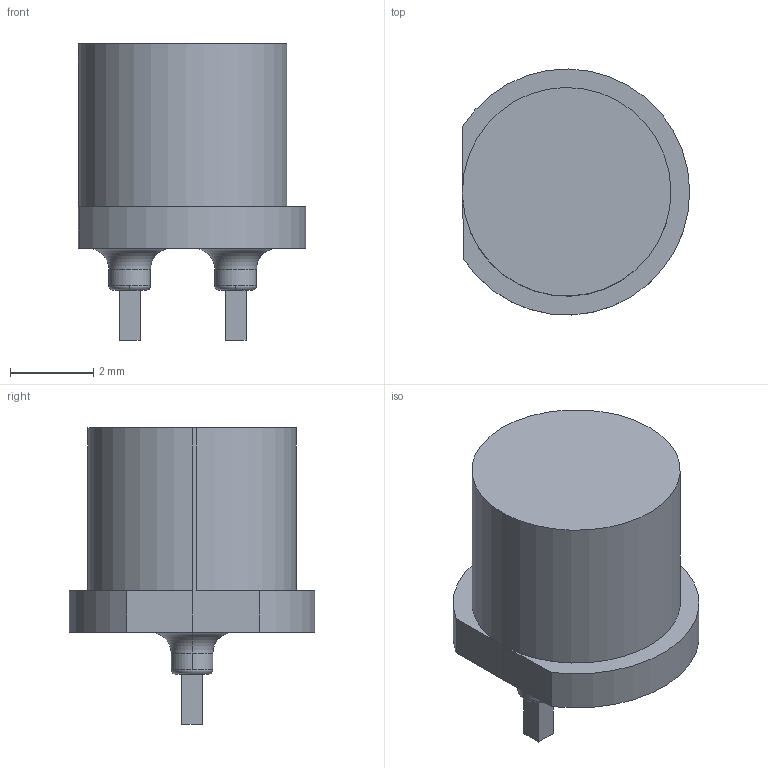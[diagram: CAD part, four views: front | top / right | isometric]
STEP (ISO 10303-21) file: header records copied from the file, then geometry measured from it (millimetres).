
FILE_DESCRIPTION(('FreeCAD Model'),'2;1');
FILE_NAME('Cut001.step','2019-03-28T12:18:02',( 'kicad StepUp'),('ksu MCAD'),'Open CASCADE STEP processor 7.2', 'FreeCAD','Unknown');
FILE_SCHEMA(('AUTOMOTIVE_DESIGN { 1 0 10303 214 1 1 1 1 }'));
Length unit declared in the file: millimetre
Products named in the file (1): Cut001
Bounding box: 5.45 x 5.9 x 7.1 mm (x, y, z)
Volume: 105.5 mm3; surface area: 142 mm2
Topology: 1 solids, 1 shells, 31 faces, 70 edges, 45 vertices
Faces by surface type: plane 17, torus 8, cylinder 6
Entity records: 1107 total; most frequent: DIRECTION 166, CARTESIAN_POINT 147, ORIENTED_EDGE 140, EDGE_CURVE 70, AXIS2_PLACEMENT_3D 64, VERTEX_POINT 45, LINE 38, VECTOR 38
